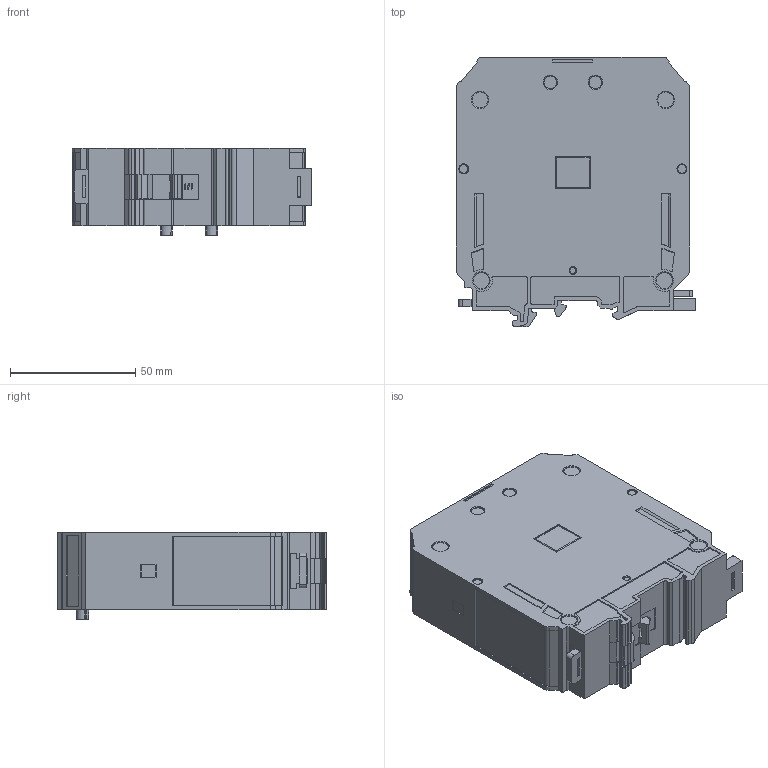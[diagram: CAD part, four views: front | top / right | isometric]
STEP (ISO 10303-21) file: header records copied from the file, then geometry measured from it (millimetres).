
FILE_DESCRIPTION (( 'STEP AP214' ), '1' );
FILE_NAME ('304350_AVK 150_Grey.STP', '2013-11-11T11:53:07', ( 'arge' ), ( 'Microsoft' ), 'SwSTEP 2.0', 'SolidWorks 2013', '' );
FILE_SCHEMA (( 'AUTOMOTIVE_DESIGN' ));
Length unit declared in the file: millimetre
Products named in the file (1): 304350_AVK 150_Grey
Bounding box: 95.5 x 107.39 x 35 mm (x, y, z)
Volume: 280277 mm3; surface area: 32756.1 mm2
Topology: 1 solids, 2 shells, 597 faces, 1579 edges, 1035 vertices
Faces by surface type: plane 359, cylinder 120, cone 100, bspline 18
Entity records: 43310 total; most frequent: CARTESIAN_POINT 28310, ORIENTED_EDGE 3158, DIRECTION 3058, EDGE_CURVE 1579, LINE 1092, VECTOR 1092, VERTEX_POINT 1035, AXIS2_PLACEMENT_3D 983
